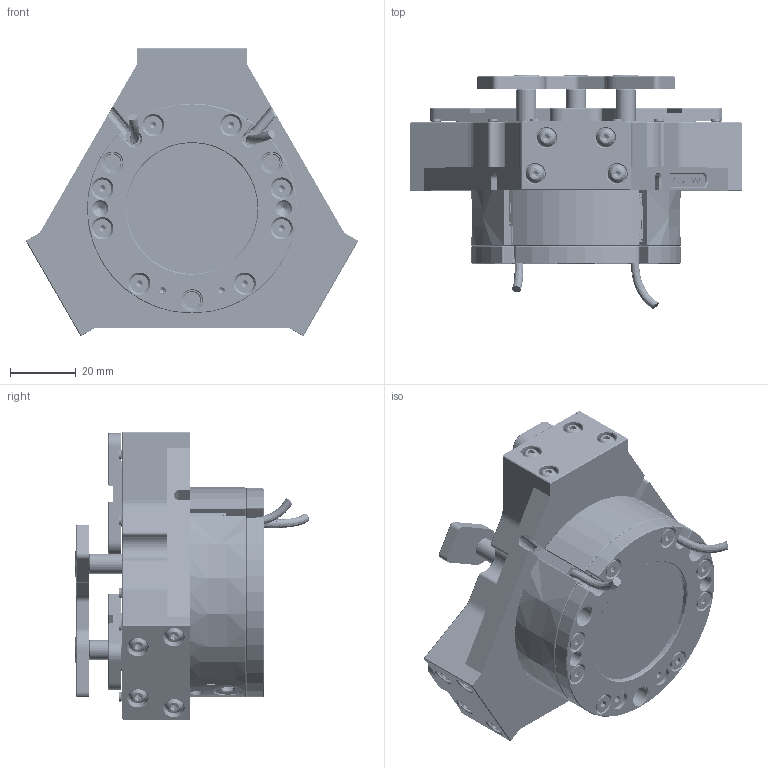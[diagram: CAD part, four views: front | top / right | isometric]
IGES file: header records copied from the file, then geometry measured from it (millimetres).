
Start section: SolidWorks IGES file using analytic representation for surfaces
Global section: file name: FY-JGZ 64-1-SAD.IGS; native system: SolidWorks 2015; preprocessor: SolidWorks 2015; author: Administrator; date: 240413.102730; units: millimetre
Bounding box: 101.24 x 71.19 x 87.76 mm (x, y, z)
Surface area: 77562.6 mm2 (no closed solid volume)
Topology: 0 solids, 0 shells, 5450 faces, 54458 edges, 54325 vertices
Faces by surface type: bspline 4082, revolution 1368
